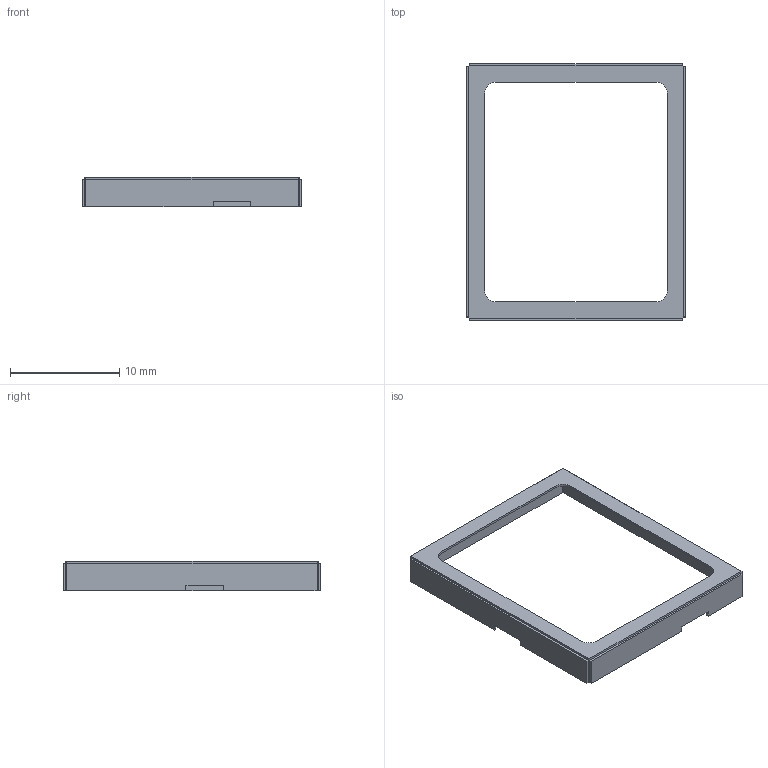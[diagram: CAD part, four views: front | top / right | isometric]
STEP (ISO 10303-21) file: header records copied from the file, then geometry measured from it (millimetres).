
FILE_DESCRIPTION(/* description */ (''),/* implementation_level */ '2;1');
FILE_NAME(/* name */ 'bottom-shield-1.step',/* time_stamp */ '2025-04-10T23:37:57-04:00',/* author */ (''),/* organization */ (''),/* preprocessor_version */ 'ST-DEVELOPER v20.1',/* originating_system */ 'Autodesk Translation Framework v14.4.0.0',/* authorisation */ '');
FILE_SCHEMA (('AUTOMOTIVE_DESIGN { 1 0 10303 214 3 1 1 }'));
Length unit declared in the file: millimetre
Products named in the file (6): Bottom shield 1 v1; Frame; Component2; Component3; Component4; Component5
Assembly tree (5 placements, depth 2):
  Bottom shield 1 v1
    Frame
    Component2
    Component3
    Component4
    Component5
Bounding box: 20.1 x 23.5 x 2.7 mm (x, y, z)
Volume: 65.8 mm3; surface area: 727.5 mm2
Topology: 5 solids, 5 shells, 50 faces, 120 edges, 80 vertices
Faces by surface type: plane 42, cylinder 8
Entity records: 1625 total; most frequent: CARTESIAN_POINT 261, DIRECTION 258, ORIENTED_EDGE 240, EDGE_CURVE 120, LINE 104, VECTOR 104, VERTEX_POINT 80, AXIS2_PLACEMENT_3D 77
